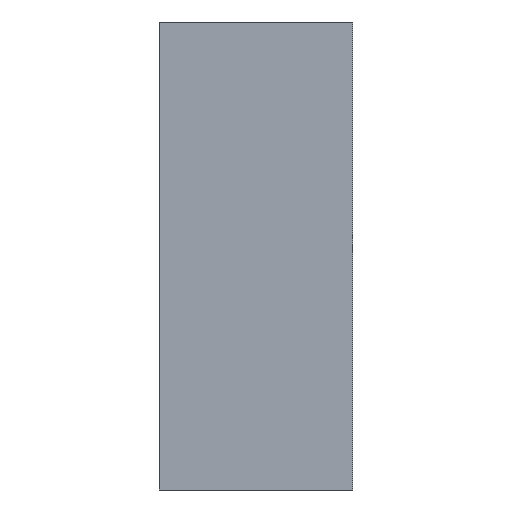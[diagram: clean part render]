
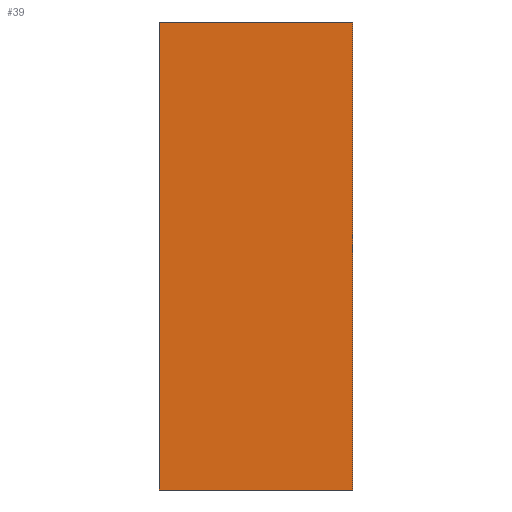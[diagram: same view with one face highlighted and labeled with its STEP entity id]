
A CAD part, front view. The second image highlights one B-rep face of the part: STEP entity #39.
In plain terms, the highlighted planar face has unit normal (0, -1, 0).
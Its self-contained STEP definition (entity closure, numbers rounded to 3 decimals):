
#39=ADVANCED_FACE('',(#51),#45,.F.);
#45=PLANE('',#132);
#51=FACE_OUTER_BOUND('',#57,.T.);
#57=EDGE_LOOP('',(#78,#79,#80,#81));
#78=ORIENTED_EDGE('',*,*,#90,.T.);
#79=ORIENTED_EDGE('',*,*,#100,.T.);
#80=ORIENTED_EDGE('',*,*,#97,.T.);
#81=ORIENTED_EDGE('',*,*,#94,.T.);
#82=VERTEX_POINT('',#161);
#83=VERTEX_POINT('',#162);
#86=VERTEX_POINT('',#170);
#88=VERTEX_POINT('',#176);
#90=EDGE_CURVE('',#82,#83,#102,.T.);
#94=EDGE_CURVE('',#86,#82,#106,.T.);
#97=EDGE_CURVE('',#88,#86,#109,.T.);
#100=EDGE_CURVE('',#83,#88,#112,.T.);
#102=LINE('',#160,#114);
#106=LINE('',#169,#118);
#109=LINE('',#175,#121);
#112=LINE('',#181,#124);
#114=VECTOR('',#135,1.);
#118=VECTOR('',#141,1.);
#121=VECTOR('',#146,1.);
#124=VECTOR('',#151,1.);
#132=AXIS2_PLACEMENT_3D('',#185,#157,#158);
#135=DIRECTION('',(1.,0.,0.));
#141=DIRECTION('',(0.,0.,-1.));
#146=DIRECTION('',(-1.,0.,0.));
#151=DIRECTION('',(0.,0.,1.));
#157=DIRECTION('',(0.,1.,0.));
#158=DIRECTION('',(0.,0.,1.));
#160=CARTESIAN_POINT('',(151.,408.,-366.));
#161=CARTESIAN_POINT('',(-151.,408.,-366.));
#162=CARTESIAN_POINT('',(151.,408.,-366.));
#169=CARTESIAN_POINT('',(-151.,408.,-366.));
#170=CARTESIAN_POINT('',(-151.,408.,366.));
#175=CARTESIAN_POINT('',(-151.,408.,366.));
#176=CARTESIAN_POINT('',(151.,408.,366.));
#181=CARTESIAN_POINT('',(151.,408.,366.));
#185=CARTESIAN_POINT('',(0.,408.,0.));
